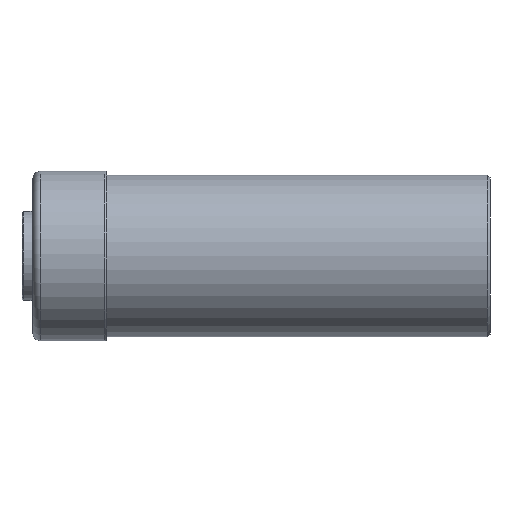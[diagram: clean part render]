
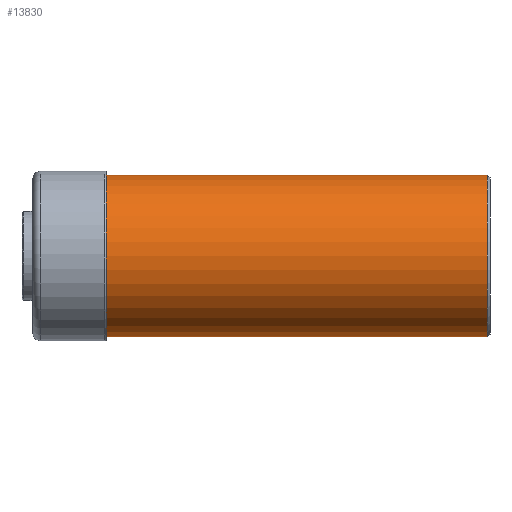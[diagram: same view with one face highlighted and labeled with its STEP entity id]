
A CAD part, left-side view. The second image highlights one B-rep face of the part: STEP entity #13830.
In plain terms, the highlighted cylindrical face has radius 57.15 mm (diameter 114.3 mm), a partial arc.
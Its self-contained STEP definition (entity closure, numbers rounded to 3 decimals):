
#437 = EDGE_CURVE ( 'NONE', #2083, #19827, #21374, .T. ) ;
#961 = ORIENTED_EDGE ( 'NONE', *, *, #437, .T. ) ;
#2083 = VERTEX_POINT ( 'NONE', #15177 ) ;
#4565 = CARTESIAN_POINT ( 'NONE',  ( 0., 2., 0. ) ) ;
#4797 = ORIENTED_EDGE ( 'NONE', *, *, #31054, .F. ) ;
#5240 = ORIENTED_EDGE ( 'NONE', *, *, #32340, .T. ) ;
#5481 = VECTOR ( 'NONE', #26698, 1000. ) ;
#6115 = DIRECTION ( 'NONE',  ( 0., 0., 1. ) ) ;
#6627 = AXIS2_PLACEMENT_3D ( 'NONE', #27891, #30647, #6115 ) ;
#7337 = DIRECTION ( 'NONE',  ( 0., 0., -1. ) ) ;
#10345 = CARTESIAN_POINT ( 'NONE',  ( 0., 249.102, -57.15 ) ) ;
#10846 = CARTESIAN_POINT ( 'NONE',  ( 0., 278.3, 0. ) ) ;
#11233 = EDGE_LOOP ( 'NONE', ( #4797, #5240, #961, #12427 ) ) ;
#12427 = ORIENTED_EDGE ( 'NONE', *, *, #28617, .F. ) ;
#13565 = DIRECTION ( 'NONE',  ( 0., 0., 1. ) ) ;
#13830 = ADVANCED_FACE ( 'NONE', ( #20422 ), #24233, .T. ) ;
#14521 = CARTESIAN_POINT ( 'NONE',  ( 0., 2., -57.15 ) ) ;
#15177 = CARTESIAN_POINT ( 'NONE',  ( 0., 2., 57.15 ) ) ;
#15574 = VERTEX_POINT ( 'NONE', #14521 ) ;
#16441 = CIRCLE ( 'NONE', #18625, 57.15 ) ;
#17501 = AXIS2_PLACEMENT_3D ( 'NONE', #10846, #29900, #13565 ) ;
#18625 = AXIS2_PLACEMENT_3D ( 'NONE', #4565, #23738, #7337 ) ;
#19827 = VERTEX_POINT ( 'NONE', #25786 ) ;
#20422 = FACE_OUTER_BOUND ( 'NONE', #11233, .T. ) ;
#21374 = LINE ( 'NONE', #28804, #28571 ) ;
#22933 = CIRCLE ( 'NONE', #17501, 57.15 ) ;
#23738 = DIRECTION ( 'NONE',  ( 0., 1., 0. ) ) ;
#24233 = CYLINDRICAL_SURFACE ( 'NONE', #6627, 57.15 ) ;
#25786 = CARTESIAN_POINT ( 'NONE',  ( 0., 278.3, 57.15 ) ) ;
#26698 = DIRECTION ( 'NONE',  ( 0., 1., 0. ) ) ;
#27891 = CARTESIAN_POINT ( 'NONE',  ( 0., 249.102, 0. ) ) ;
#28571 = VECTOR ( 'NONE', #32771, 1000. ) ;
#28617 = EDGE_CURVE ( 'NONE', #29552, #19827, #22933, .T. ) ;
#28804 = CARTESIAN_POINT ( 'NONE',  ( 0., 249.102, 57.15 ) ) ;
#29552 = VERTEX_POINT ( 'NONE', #32022 ) ;
#29900 = DIRECTION ( 'NONE',  ( 0., 1., 0. ) ) ;
#30647 = DIRECTION ( 'NONE',  ( 0., 1., 0. ) ) ;
#31054 = EDGE_CURVE ( 'NONE', #15574, #29552, #33741, .T. ) ;
#32022 = CARTESIAN_POINT ( 'NONE',  ( 0., 278.3, -57.15 ) ) ;
#32340 = EDGE_CURVE ( 'NONE', #15574, #2083, #16441, .T. ) ;
#32771 = DIRECTION ( 'NONE',  ( 0., 1., 0. ) ) ;
#33741 = LINE ( 'NONE', #10345, #5481 ) ;
